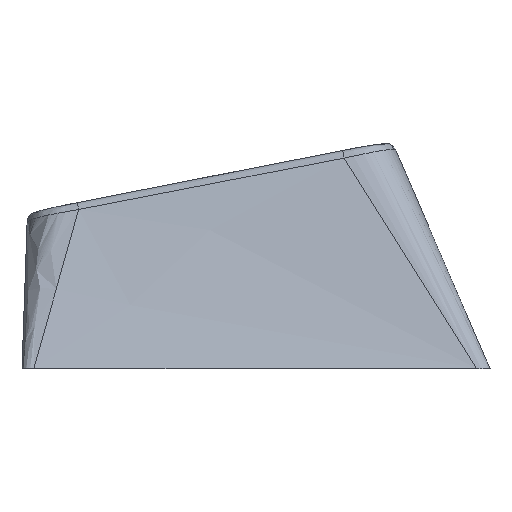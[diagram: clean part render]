
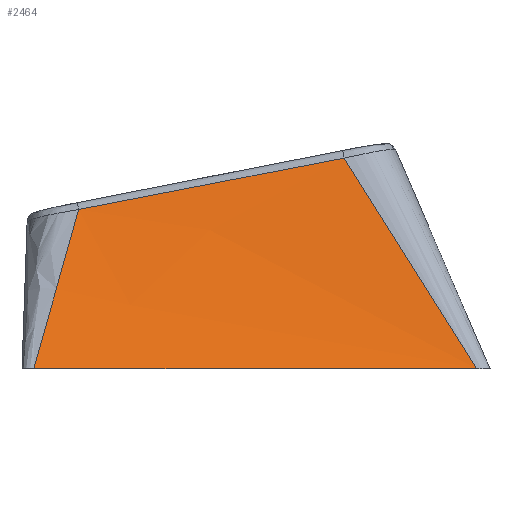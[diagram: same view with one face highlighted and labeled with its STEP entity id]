
A CAD part, left-side view. The second image highlights one B-rep face of the part: STEP entity #2464.
In plain terms, the highlighted free-form (B-spline) face has degree [3, 1] with [4, 2] control points.
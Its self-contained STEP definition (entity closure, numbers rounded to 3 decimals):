
#43=B_SPLINE_SURFACE_WITH_KNOTS('',3,1,((#3761,#3762),(#3763,#3764),(#3765,
#3766),(#3767,#3768)),.UNSPECIFIED.,.F.,.F.,.F.,(4,4),(2,2),(0.,10.069),
(-36.2,-16.523),.UNSPECIFIED.);
#70=B_SPLINE_CURVE_WITH_KNOTS('',3,(#3770,#3771,#3772,#3773,#3774,#3775,
#3776,#3777,#3778,#3779,#3780,#3781,#3782,#3783,#3784,#3785,#3786,#3787,
#3788),.UNSPECIFIED.,.F.,.F.,(4,3,3,3,3,3,4),(-0.164,1.829,
3.467,4.971,6.37,6.866,7.115),
 .UNSPECIFIED.);
#71=B_SPLINE_CURVE_WITH_KNOTS('',3,(#3790,#3791,#3792,#3793),
 .UNSPECIFIED.,.F.,.F.,(4,4),(0.199,10.34),
 .UNSPECIFIED.);
#72=B_SPLINE_CURVE_WITH_KNOTS('',3,(#3794,#3795,#3796,#3797,#3798,#3799,
#3800,#3801,#3802,#3803),.UNSPECIFIED.,.F.,.F.,(4,2,2,2,4),(-0.146,
3.055,6.251,9.441,10.314),
 .UNSPECIFIED.);
#170=FACE_OUTER_BOUND('',#315,.T.);
#315=EDGE_LOOP('',(#1808,#1809,#1810,#1811));
#541=LINE('',#3648,#830);
#830=VECTOR('',#2983,10.);
#1089=VERTEX_POINT('',#3646);
#1090=VERTEX_POINT('',#3647);
#1103=VERTEX_POINT('',#3769);
#1104=VERTEX_POINT('',#3789);
#1355=EDGE_CURVE('',#1089,#1090,#541,.T.);
#1370=EDGE_CURVE('',#1103,#1090,#70,.T.);
#1371=EDGE_CURVE('',#1089,#1104,#71,.T.);
#1372=EDGE_CURVE('',#1104,#1103,#72,.F.);
#1808=ORIENTED_EDGE('',*,*,#1370,.T.);
#1809=ORIENTED_EDGE('',*,*,#1355,.F.);
#1810=ORIENTED_EDGE('',*,*,#1371,.T.);
#1811=ORIENTED_EDGE('',*,*,#1372,.T.);
#2464=ADVANCED_FACE('',(#170),#43,.F.);
#2983=DIRECTION('',(0.,1.,0.));
#3646=CARTESIAN_POINT('',(-25.719,-10.315,-30.));
#3647=CARTESIAN_POINT('',(-25.719,6.814,-30.));
#3648=CARTESIAN_POINT('',(-25.719,-10.315,-30.));
#3761=CARTESIAN_POINT('Ctrl Pts',(-22.694,-7.025,-21.183));
#3762=CARTESIAN_POINT('Ctrl Pts',(-22.694,7.056,-23.948));
#3763=CARTESIAN_POINT('Ctrl Pts',(-23.702,-8.294,-24.122));
#3764=CARTESIAN_POINT('Ctrl Pts',(-23.702,7.127,-25.965));
#3765=CARTESIAN_POINT('Ctrl Pts',(-24.71,-9.563,-27.061));
#3766=CARTESIAN_POINT('Ctrl Pts',(-24.71,7.197,-27.983));
#3767=CARTESIAN_POINT('Ctrl Pts',(-25.719,-10.832,-30.));
#3768=CARTESIAN_POINT('Ctrl Pts',(-25.719,7.268,-30.));
#3769=CARTESIAN_POINT('',(-22.829,5.076,-23.85));
#3770=CARTESIAN_POINT('Ctrl Pts',(-22.829,5.076,-23.85));
#3771=CARTESIAN_POINT('Ctrl Pts',(-23.076,5.232,-24.41));
#3772=CARTESIAN_POINT('Ctrl Pts',(-23.328,5.39,-24.97));
#3773=CARTESIAN_POINT('Ctrl Pts',(-23.585,5.548,-25.531));
#3774=CARTESIAN_POINT('Ctrl Pts',(-23.797,5.678,-25.992));
#3775=CARTESIAN_POINT('Ctrl Pts',(-24.011,5.808,-26.453));
#3776=CARTESIAN_POINT('Ctrl Pts',(-24.228,5.939,-26.915));
#3777=CARTESIAN_POINT('Ctrl Pts',(-24.428,6.059,-27.339));
#3778=CARTESIAN_POINT('Ctrl Pts',(-24.63,6.179,-27.763));
#3779=CARTESIAN_POINT('Ctrl Pts',(-24.834,6.299,-28.187));
#3780=CARTESIAN_POINT('Ctrl Pts',(-25.024,6.411,-28.581));
#3781=CARTESIAN_POINT('Ctrl Pts',(-25.216,6.523,-28.976));
#3782=CARTESIAN_POINT('Ctrl Pts',(-25.409,6.635,-29.37));
#3783=CARTESIAN_POINT('Ctrl Pts',(-25.477,6.674,-29.51));
#3784=CARTESIAN_POINT('Ctrl Pts',(-25.546,6.714,-29.65));
#3785=CARTESIAN_POINT('Ctrl Pts',(-25.615,6.754,-29.79));
#3786=CARTESIAN_POINT('Ctrl Pts',(-25.65,6.774,-29.86));
#3787=CARTESIAN_POINT('Ctrl Pts',(-25.684,6.794,-29.93));
#3788=CARTESIAN_POINT('Ctrl Pts',(-25.719,6.814,-30.));
#3789=CARTESIAN_POINT('',(-22.799,-5.193,-21.86));
#3790=CARTESIAN_POINT('Ctrl Pts',(-25.719,-10.315,-30.));
#3791=CARTESIAN_POINT('Ctrl Pts',(-24.779,-8.612,-27.287));
#3792=CARTESIAN_POINT('Ctrl Pts',(-23.815,-6.905,-24.575));
#3793=CARTESIAN_POINT('Ctrl Pts',(-22.799,-5.193,-21.86));
#3794=CARTESIAN_POINT('Ctrl Pts',(-22.829,5.076,-23.85));
#3795=CARTESIAN_POINT('Ctrl Pts',(-22.825,4.028,-23.648));
#3796=CARTESIAN_POINT('Ctrl Pts',(-22.822,2.981,-23.445));
#3797=CARTESIAN_POINT('Ctrl Pts',(-22.815,0.888,-23.04));
#3798=CARTESIAN_POINT('Ctrl Pts',(-22.812,-0.158,
-22.837));
#3799=CARTESIAN_POINT('Ctrl Pts',(-22.807,-2.248,-22.432));
#3800=CARTESIAN_POINT('Ctrl Pts',(-22.804,-3.291,-22.229));
#3801=CARTESIAN_POINT('Ctrl Pts',(-22.801,-4.621,-21.971));
#3802=CARTESIAN_POINT('Ctrl Pts',(-22.8,-4.907,-21.915));
#3803=CARTESIAN_POINT('Ctrl Pts',(-22.799,-5.193,-21.86));
